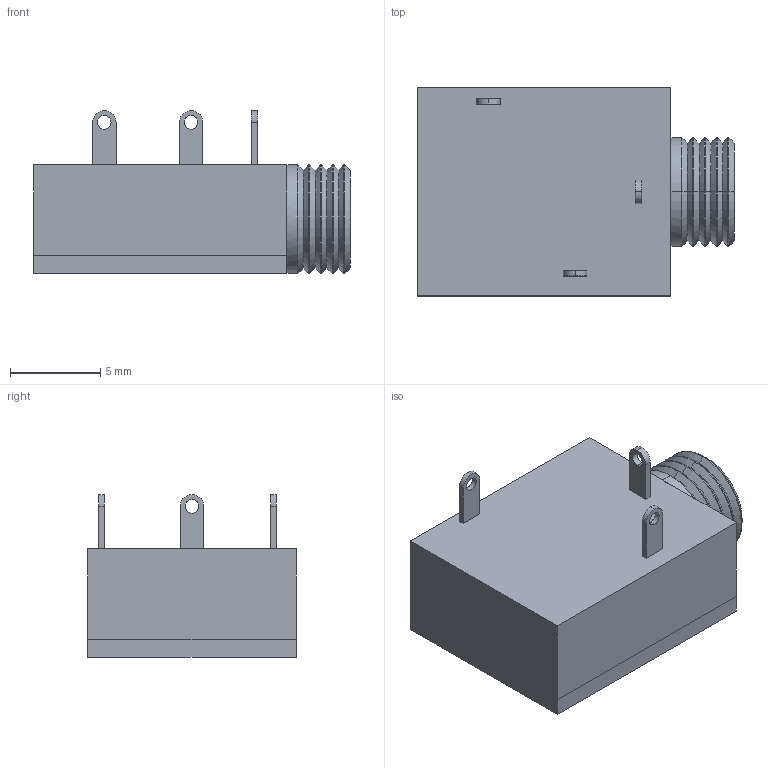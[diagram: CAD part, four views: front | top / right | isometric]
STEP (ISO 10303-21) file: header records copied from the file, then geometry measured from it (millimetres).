
FILE_DESCRIPTION(('STEP AP242'),'1');
FILE_NAME('sj1-3513.stp','2018-11-16T14:13:10',('TraceParts'),('TraceParts S.A.'),'Spatial InterOp 3D',' ',' ');
FILE_SCHEMA(('AP242_MANAGED_MODEL_BASED_3D_ENGINEERING_MIM_LF {1 0 10303 442 1 1 4}'));
Length unit declared in the file: millimetre
Products named in the file (1): sj1-3513_1
Bounding box: 17.5 x 11.5 x 9 mm (x, y, z)
Volume: 1025.1 mm3; surface area: 1100.9 mm2
Topology: 2 solids, 2 shells, 70 faces, 156 edges, 94 vertices
Faces by surface type: plane 28, cylinder 24, cone 18
Entity records: 2529 total; most frequent: DIRECTION 360, CARTESIAN_POINT 322, ORIENTED_EDGE 312, EDGE_CURVE 156, AXIS2_PLACEMENT_3D 132, LINE 96, VECTOR 96, VERTEX_POINT 94
